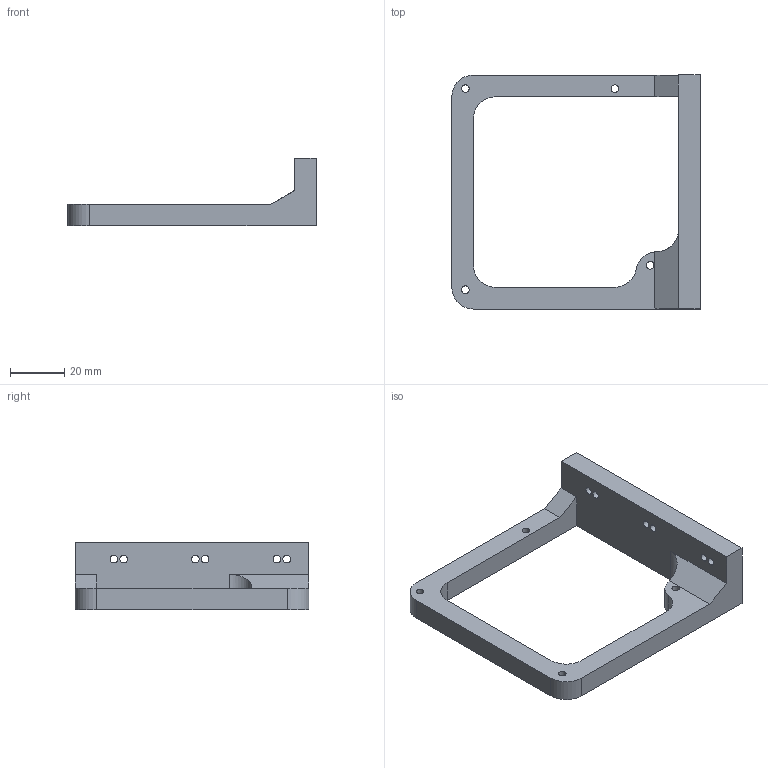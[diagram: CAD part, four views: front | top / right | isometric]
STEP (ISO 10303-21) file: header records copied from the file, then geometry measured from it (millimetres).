
FILE_DESCRIPTION(/* description */ (''),/* implementation_level */ '2;1');
FILE_NAME(/* name */ '60_Planktoscope_Electronicsholder.stp',/* time_stamp */ '2024-07-24T08:29:23+02:00',/* author */ ('diederichbenedict'),/* organization */ (''),/* preprocessor_version */ 'ST-DEVELOPER v20',/* originating_system */ 'Autodesk Inventor 2024',/* authorisation */ '');
FILE_SCHEMA (('AUTOMOTIVE_DESIGN { 1 0 10303 214 3 1 1 }'));
Length unit declared in the file: millimetre
Products named in the file (1): 60_Planktoscope_Electronicsholder
Bounding box: 91.42 x 86.1 x 25 mm (x, y, z)
Volume: 34319.2 mm3; surface area: 14324.9 mm2
Topology: 1 solids, 1 shells, 30 faces, 87 edges, 58 vertices
Faces by surface type: cylinder 17, plane 13
Full cylindrical faces by diameter (mm): 2.8 x10
Entity records: 1093 total; most frequent: DIRECTION 184, CARTESIAN_POINT 176, ORIENTED_EDGE 174, EDGE_CURVE 87, AXIS2_PLACEMENT_3D 66, VERTEX_POINT 58, LINE 52, VECTOR 52
